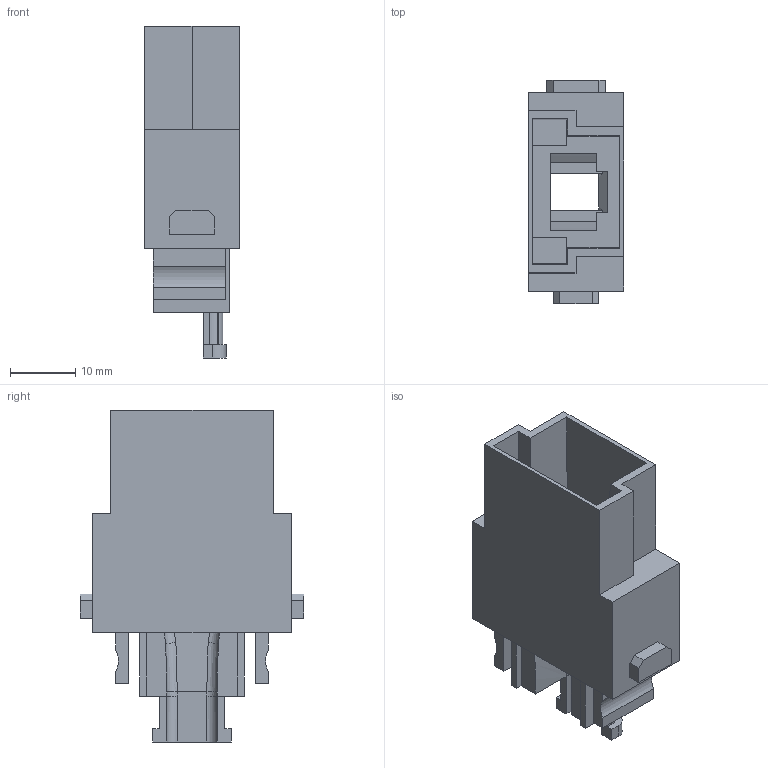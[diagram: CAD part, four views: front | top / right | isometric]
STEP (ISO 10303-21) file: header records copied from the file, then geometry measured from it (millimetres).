
FILE_DESCRIPTION(('HOOPS Exchange Step'),'2;1');
FILE_NAME('export-22563327-EF91-4107-905C-6FF371255D9C.stp','2022-10-07T18:39:43+02:00',('Engineering'),('Alibre'),'HOOPS Exchange 2021.0','Alibre','Unknown authorisation');
FILE_SCHEMA( ('AP242_MANAGED_MODEL_BASED_3D_ENGINEERING_MIM_LF {1 0 10303 442 1 1 4 }') );
Length unit declared in the file: millimetre
Products named in the file (2): 6076-1 Contact insert module - HC-M-RJ45-AD-PC-M - 1419885; 6076 Contact insert module - HC-M-RJ45-AD-PC-M - 1419885
Assembly tree (1 placements, depth 2):
  6076 Contact insert module - HC-M-RJ45-AD-PC-M - 1419885
    6076-1 Contact insert module - HC-M-RJ45-AD-PC-M - 1419885
Bounding box: 14.6 x 34.1 x 50.7 mm (x, y, z)
Volume: 8274 mm3; surface area: 7157.2 mm2
Topology: 1 solids, 1 shells, 138 faces, 388 edges, 256 vertices
Faces by surface type: plane 117, cylinder 15, bspline 6
Entity records: 6549 total; most frequent: CARTESIAN_POINT 2952, ORIENTED_EDGE 776, DIRECTION 668, EDGE_CURVE 388, VECTOR 342, LINE 342, VERTEX_POINT 256, AXIS2_PLACEMENT_3D 163
